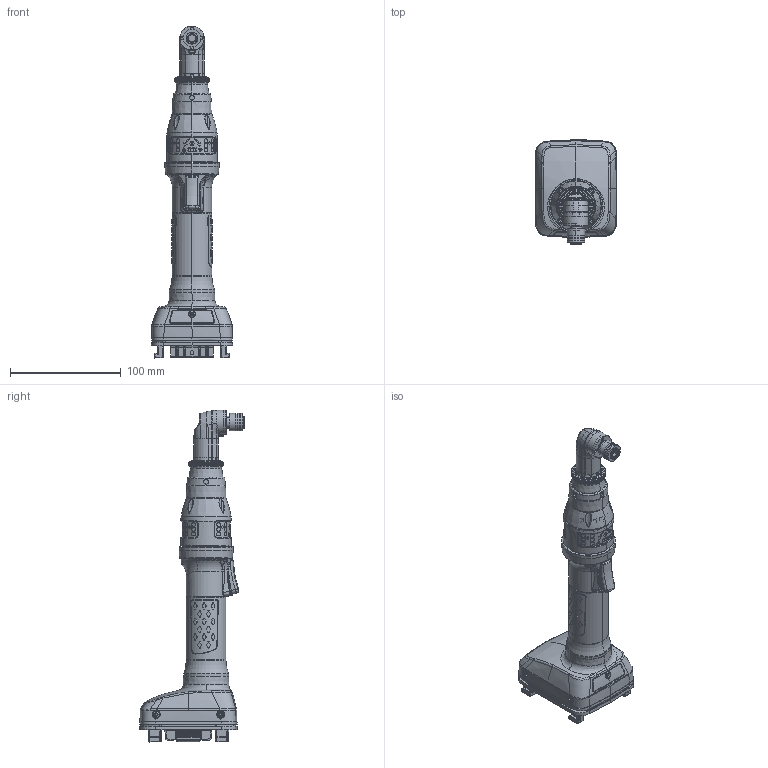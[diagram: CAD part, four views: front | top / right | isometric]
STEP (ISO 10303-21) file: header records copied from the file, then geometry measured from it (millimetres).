
FILE_DESCRIPTION((''),'2;1');
FILE_NAME('EXT_COMP_SW0013','2023-03-13T23:30:34',('INEdipo'),(''),'CREO PARAMETRIC BY PTC INC, 2020281','CREO PARAMETRIC BY PTC INC, 2020281','');
FILE_SCHEMA(('CONFIG_CONTROL_DESIGN'));
Products named in the file (1): EXT_COMP_SW0013
Bounding box: 73.4 x 95 x 300.3 mm (x, y, z)
Volume: 137879.6 mm3; surface area: 80251.1 mm2
Topology: 9 solids, 10 shells, 9600 faces, 20084 edges, 10619 vertices
Faces by surface type: plane 6535, bspline 1169, cylinder 1037, torus 662, cone 132, sphere 44, extrusion 16, revolution 5
Entity records: 332578 total; most frequent: CARTESIAN_POINT 150112, ORIENTED_EDGE 40150, DIRECTION 31975, EDGE_CURVE 20075, AXIS2_PLACEMENT_3D 10668, VECTOR 10634, VERTEX_POINT 10619, LINE 10618
